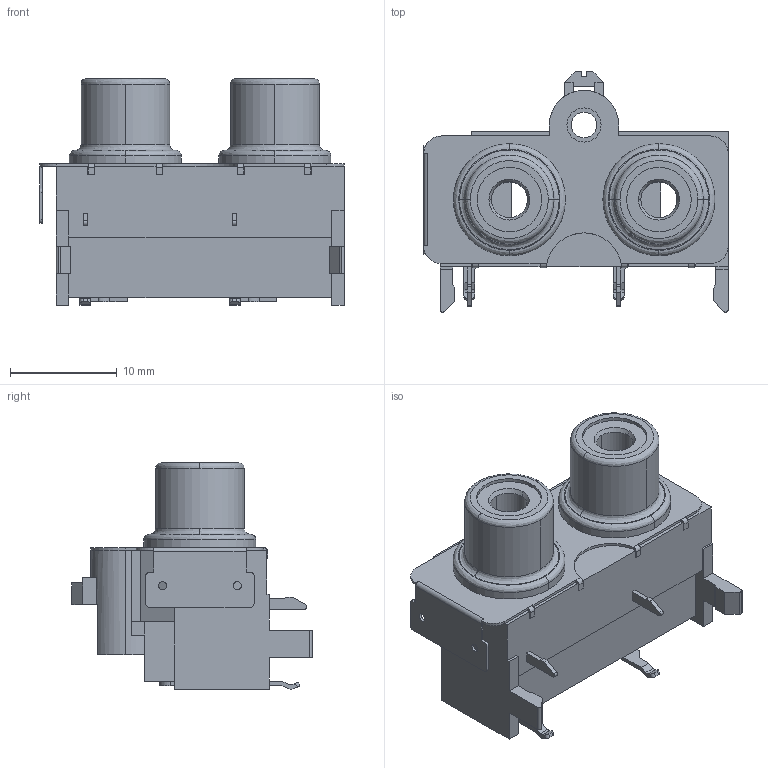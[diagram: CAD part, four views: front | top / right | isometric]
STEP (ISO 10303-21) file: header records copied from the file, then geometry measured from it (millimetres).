
FILE_DESCRIPTION (( 'STEP AP214' ), '1' );
FILE_NAME ('PJRAS2X1S01X.STEP', '2021-07-08T12:19:59', ( '' ), ( '' ), 'SwSTEP 2.0', 'SolidWorks 2017', '' );
FILE_SCHEMA (( 'AUTOMOTIVE_DESIGN' ));
Length unit declared in the file: inch
Products named in the file (1): PJRAS2X1S01X
Bounding box: 28.5 x 22.5 x 21.21 mm (x, y, z)
Volume: 3921.4 mm3; surface area: 4875.8 mm2
Topology: 10 solids, 10 shells, 327 faces, 875 edges, 567 vertices
Faces by surface type: plane 223, cylinder 88, bspline 12, cone 4
Entity records: 10688 total; most frequent: CARTESIAN_POINT 2210, ORIENTED_EDGE 1750, DIRECTION 1715, EDGE_CURVE 875, VECTOR 643, LINE 643, VERTEX_POINT 567, AXIS2_PLACEMENT_3D 536
